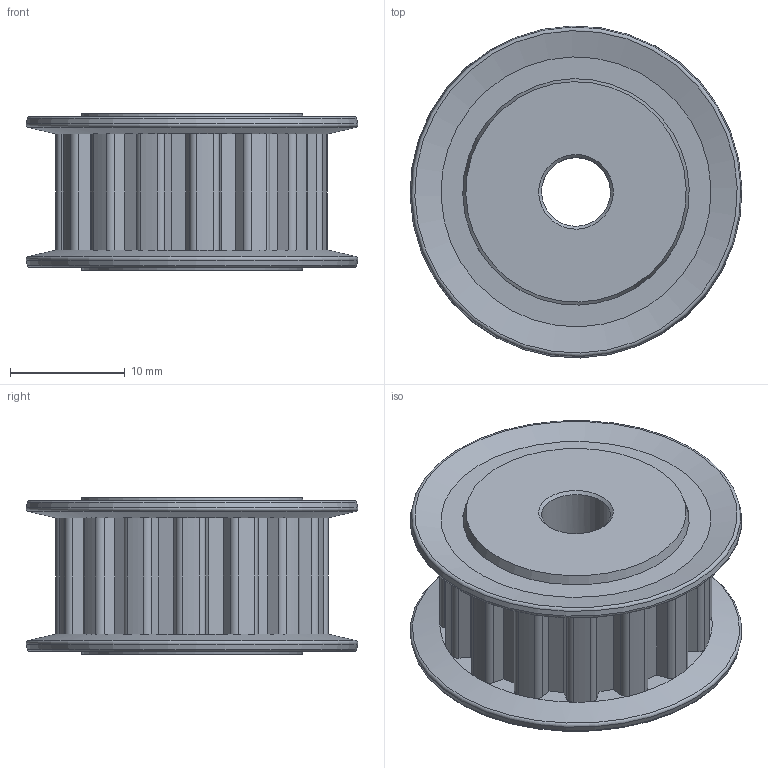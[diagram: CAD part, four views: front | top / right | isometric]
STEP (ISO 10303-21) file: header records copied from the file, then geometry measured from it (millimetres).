
FILE_DESCRIPTION(/* description */ (''),/* implementation_level */ '2;1');
FILE_NAME(/* name */ 'Left Motor Pulley 6MM Shaft 15T Pulley v1 v1.step',/* time_stamp */ '2022-04-06T19:44:16-04:00',/* author */ (''),/* organization */ (''),/* preprocessor_version */ 'ST-DEVELOPER v18.1',/* originating_system */ 'Autodesk Translation Framework v10.14.0.1471',/* authorisation */ '');
FILE_SCHEMA (('AUTOMOTIVE_DESIGN { 1 0 10303 214 3 1 1 }'));
Length unit declared in the file: inch
Products named in the file (2): Left Motor Pulley 6MM Shaft 15T Pulley v1; 615432
Assembly tree (1 placements, depth 2):
  Left Motor Pulley 6MM Shaft 15T Pulley v1
    615432
Bounding box: 28.94 x 28.94 x 13.65 mm (x, y, z)
Volume: 5299.2 mm3; surface area: 3603.1 mm2
Topology: 1 solids, 1 shells, 192 faces, 554 edges, 367 vertices
Faces by surface type: plane 84, cylinder 82, cone 13, bspline 9, torus 4
Full cylindrical faces by diameter (mm): 4.039 x9, 4.826 x9, 6 x1, 19.733 x2, 19.762 x2
Entity records: 14546 total; most frequent: CARTESIAN_POINT 9444, ORIENTED_EDGE 1108, DIRECTION 1058, EDGE_CURVE 554, AXIS2_PLACEMENT_3D 415, VERTEX_POINT 367, LINE 228, VECTOR 228
